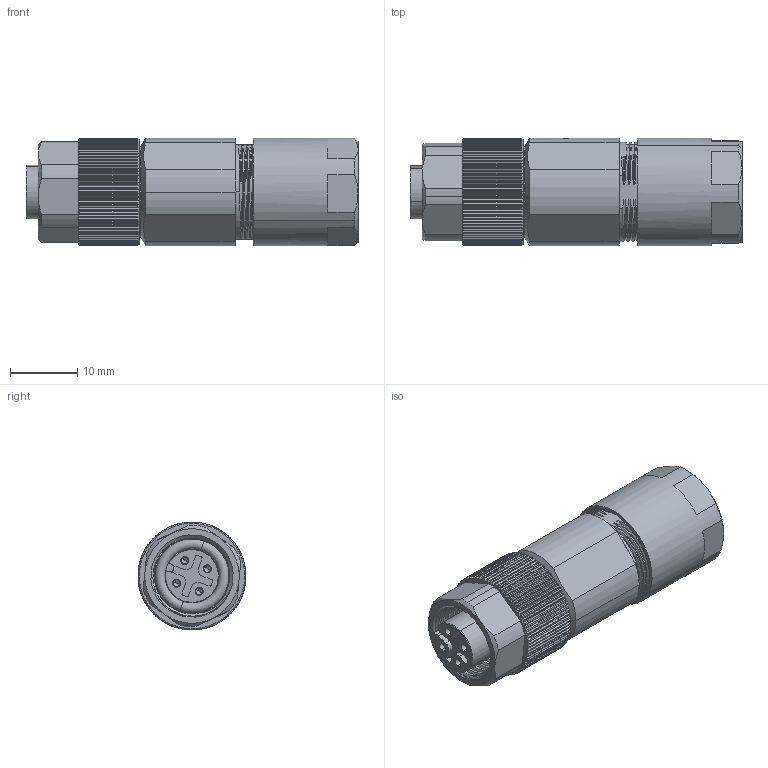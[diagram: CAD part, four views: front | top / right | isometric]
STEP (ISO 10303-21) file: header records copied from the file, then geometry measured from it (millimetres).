
FILE_DESCRIPTION (( 'STEP AP214' ), '1' );
FILE_NAME ('55-00254.STEP', '2024-04-11T16:50:28', ( '' ), ( '' ), 'SwSTEP 2.0', 'SolidWorks 2021', '' );
FILE_SCHEMA (( 'AUTOMOTIVE_DESIGN' ));
Length unit declared in the file: millimetre
Products named in the file (19): 55-00254-18___; 55-00254-13___; 55-00254-07___; 55-00254-08___; 55-00254-15___; 55-00254-01___; 55-00254-09___; 55-00254-16___; 55-00254-17___; 55-00254-04___; 55-00254-05___; 55-00254; 55-00254-10___; 55-00254-03___; 55-00254-14___; 55-00254-11___; 55-00254-06___; 55-00254-12___; 55-00254-02___
Assembly tree (21 placements, depth 2):
  55-00254
    55-00254-01___
    55-00254-02___
    55-00254-03___
    55-00254-04___
    55-00254-05___
    55-00254-06___
    55-00254-07___
    55-00254-08___
    55-00254-09___
    55-00254-10___
    55-00254-11___
    55-00254-12___
    55-00254-13___
    55-00254-14___
    55-00254-15___
    55-00254-16___
    55-00254-17___
    55-00254-18___  x4
Bounding box: 49.22 x 16 x 16 mm (x, y, z)
Volume: 6594.7 mm3; surface area: 13883.7 mm2
Topology: 22 solids, 22 shells, 1703 faces, 4409 edges, 2773 vertices
Faces by surface type: plane 655, cylinder 447, bspline 310, cone 276, torus 15
Entity records: 83214 total; most frequent: CARTESIAN_POINT 46356, ORIENTED_EDGE 8330, DIRECTION 6537, EDGE_CURVE 4165, VERTEX_POINT 2623, AXIS2_PLACEMENT_3D 2621, EDGE_LOOP 1670, FACE_OUTER_BOUND 1604
